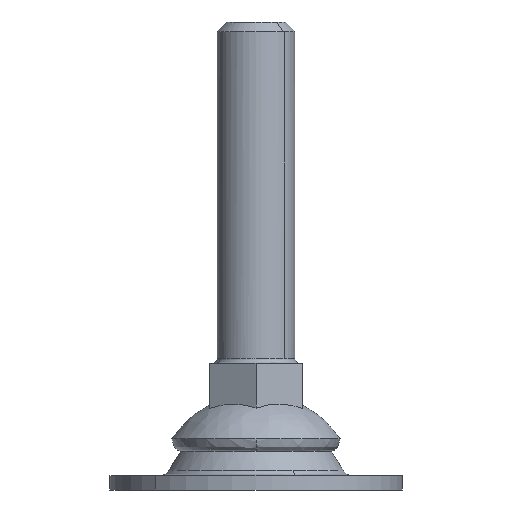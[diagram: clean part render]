
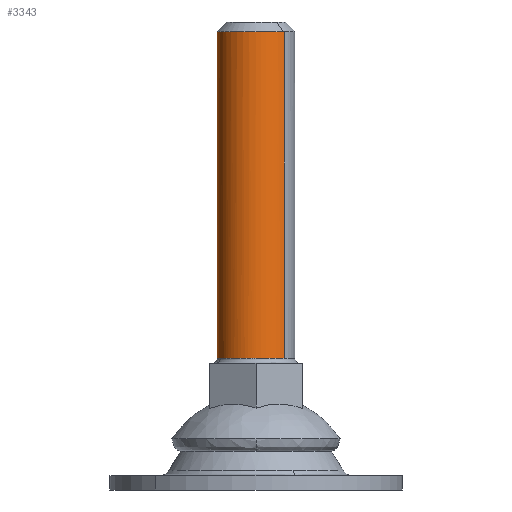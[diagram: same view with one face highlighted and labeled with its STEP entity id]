
A CAD part, left-side view. The second image highlights one B-rep face of the part: STEP entity #3343.
In plain terms, the highlighted free-form (B-spline) face has degree [2, 1] with [5, 2] control points.
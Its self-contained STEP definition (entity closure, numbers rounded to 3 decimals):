
#3060=CARTESIAN_POINT('',(-5.706,-5.607,94.));
#3061=VERTEX_POINT('',#3060);
#3062=CARTESIAN_POINT('',(-8.0,0.0,94.0));
#3063=VERTEX_POINT('',#3062);
#3064=CARTESIAN_POINT('',(-5.706,-5.607,94.));
#3065=CARTESIAN_POINT('',(-6.046,-5.261,94.));
#3066=CARTESIAN_POINT('',(-6.643,-4.532,94.));
#3067=CARTESIAN_POINT('',(-7.324,-3.313,94.));
#3068=CARTESIAN_POINT('',(-7.855,-1.812,94.));
#3069=CARTESIAN_POINT('',(-8.,-0.68,94.));
#3070=CARTESIAN_POINT('',(-8.0,0.0,94.0));
#3071=B_SPLINE_CURVE_WITH_KNOTS('',3,(#3064,#3065,#3066,#3067,#3068,#3069,#3070),.UNSPECIFIED.,.F.,.U.,(4,1,1,1,4),(0.,1.456,2.815,4.175,6.213),.UNSPECIFIED.);
#3072=EDGE_CURVE('',#3061,#3063,#3071,.T.);
#3089=CARTESIAN_POINT('',(5.507,5.803,94.));
#3090=VERTEX_POINT('',#3089);
#3098=CARTESIAN_POINT('',(0.,8.,94.));
#3099=VERTEX_POINT('',#3098);
#3100=CARTESIAN_POINT('',(0.,8.,94.));
#3101=CARTESIAN_POINT('',(0.506,8.,94.));
#3102=CARTESIAN_POINT('',(1.55,7.901,94.));
#3103=CARTESIAN_POINT('',(2.86,7.509,94.));
#3104=CARTESIAN_POINT('',(4.229,6.846,94.));
#3105=CARTESIAN_POINT('',(5.025,6.26,94.));
#3106=CARTESIAN_POINT('',(5.507,5.803,94.));
#3107=B_SPLINE_CURVE_WITH_KNOTS('',3,(#3100,#3101,#3102,#3103,#3104,#3105,#3106),.UNSPECIFIED.,.F.,.U.,(4,1,1,1,4),(0.,1.518,3.132,4.081,6.074),.UNSPECIFIED.);
#3108=EDGE_CURVE('',#3099,#3090,#3107,.T.);
#3110=CARTESIAN_POINT('',(-8.0,0.0,94.0));
#3111=CARTESIAN_POINT('',(-8.,0.458,94.));
#3112=CARTESIAN_POINT('',(-7.913,1.473,94.));
#3113=CARTESIAN_POINT('',(-7.563,2.707,94.));
#3114=CARTESIAN_POINT('',(-7.017,3.899,94.));
#3115=CARTESIAN_POINT('',(-6.378,4.894,94.));
#3116=CARTESIAN_POINT('',(-5.446,5.91,94.));
#3117=CARTESIAN_POINT('',(-4.436,6.698,94.));
#3118=CARTESIAN_POINT('',(-3.171,7.395,94.));
#3119=CARTESIAN_POINT('',(-1.702,7.88,94.));
#3120=CARTESIAN_POINT('',(-0.556,8.,94.));
#3121=CARTESIAN_POINT('',(0.,8.,94.));
#3122=B_SPLINE_CURVE_WITH_KNOTS('',3,(#3110,#3111,#3112,#3113,#3114,#3115,#3116,#3117,#3118,#3119,#3120,#3121),.UNSPECIFIED.,.F.,.U.,(4,1,1,1,1,1,1,1,1,4),(0.,1.374,3.043,3.829,5.301,6.578,7.952,9.13,10.897,12.566),.UNSPECIFIED.);
#3123=EDGE_CURVE('',#3063,#3099,#3122,.T.);
#3146=CARTESIAN_POINT('',(-5.507,-5.803,94.0));
#3147=VERTEX_POINT('',#3146);
#3148=CARTESIAN_POINT('',(-5.507,-5.803,94.0));
#3149=CARTESIAN_POINT('',(-5.574,-5.739,94.));
#3150=CARTESIAN_POINT('',(-5.641,-5.674,94.));
#3151=CARTESIAN_POINT('',(-5.706,-5.607,94.));
#3152=B_SPLINE_CURVE_WITH_KNOTS('',3,(#3148,#3149,#3150,#3151),.UNSPECIFIED.,.F.,.U.,(4,4),(0.,0.279),.UNSPECIFIED.);
#3153=EDGE_CURVE('',#3147,#3061,#3152,.T.);
#3224=CARTESIAN_POINT('',(-5.507,-5.803,27.));
#3225=VERTEX_POINT('',#3224);
#3226=CARTESIAN_POINT('',(-5.507,-5.803,94.0));
#3227=CARTESIAN_POINT('',(-5.507,-5.803,27.));
#3228=QUASI_UNIFORM_CURVE('',1,(#3226,#3227),.UNSPECIFIED.,.F.,.U.);
#3229=EDGE_CURVE('',#3147,#3225,#3228,.T.);
#3258=CARTESIAN_POINT('',(5.507,5.803,27.));
#3259=VERTEX_POINT('',#3258);
#3270=CARTESIAN_POINT('',(5.507,5.803,94.));
#3271=CARTESIAN_POINT('',(5.507,5.803,27.));
#3272=QUASI_UNIFORM_CURVE('',1,(#3270,#3271),.UNSPECIFIED.,.F.,.U.);
#3273=EDGE_CURVE('',#3090,#3259,#3272,.T.);
#3278=CARTESIAN_POINT('',(-5.507,-5.803,95.675));
#3279=CARTESIAN_POINT('',(-11.31,-0.296,95.675));
#3280=CARTESIAN_POINT('',(-5.803,5.507,95.675));
#3281=CARTESIAN_POINT('',(-0.296,11.31,95.675));
#3282=CARTESIAN_POINT('',(5.507,5.803,95.675));
#3283=CARTESIAN_POINT('',(-5.507,-5.803,25.283));
#3284=CARTESIAN_POINT('',(-11.31,-0.296,25.283));
#3285=CARTESIAN_POINT('',(-5.803,5.507,25.283));
#3286=CARTESIAN_POINT('',(-0.296,11.31,25.283));
#3287=CARTESIAN_POINT('',(5.507,5.803,25.283));
#3295=(BOUNDED_SURFACE()B_SPLINE_SURFACE(2,1,((#3278,#3283),(#3279,#3284),(#3280,#3285),(#3281,#3286),(#3282,#3287)),.UNSPECIFIED.,.F.,.F.,.U.)B_SPLINE_SURFACE_WITH_KNOTS((3,2,3),(2,2),(0.0,13.255,26.51),(0.0,70.392),.UNSPECIFIED.)GEOMETRIC_REPRESENTATION_ITEM()RATIONAL_B_SPLINE_SURFACE(((1.0,1.0),(0.707,0.707),(1.0,1.0),(0.707,0.707),(1.0,1.0)))REPRESENTATION_ITEM('')SURFACE());
#3296=ORIENTED_EDGE('',*,*,#3108,.T.);
#3297=ORIENTED_EDGE('',*,*,#3273,.T.);
#3298=CARTESIAN_POINT('',(-3.223,7.322,27.));
#3299=VERTEX_POINT('',#3298);
#3300=CARTESIAN_POINT('',(5.507,5.803,27.));
#3301=CARTESIAN_POINT('',(5.063,6.224,27.));
#3302=CARTESIAN_POINT('',(4.119,6.934,27.));
#3303=CARTESIAN_POINT('',(2.662,7.592,27.));
#3304=CARTESIAN_POINT('',(1.233,7.943,27.));
#3305=CARTESIAN_POINT('',(0.008,8.031,27.));
#3306=CARTESIAN_POINT('',(-1.531,7.908,27.));
#3307=CARTESIAN_POINT('',(-2.552,7.618,27.));
#3308=CARTESIAN_POINT('',(-3.223,7.322,27.));
#3309=B_SPLINE_CURVE_WITH_KNOTS('',3,(#3300,#3301,#3302,#3303,#3304,#3305,#3306,#3307,#3308),.UNSPECIFIED.,.F.,.U.,(4,1,1,1,1,1,4),(0.,1.834,3.522,4.769,6.236,7.19,9.391),.UNSPECIFIED.);
#3310=EDGE_CURVE('',#3259,#3299,#3309,.T.);
#3311=ORIENTED_EDGE('',*,*,#3310,.T.);
#3312=CARTESIAN_POINT('',(-8.0,0.0,27.));
#3313=VERTEX_POINT('',#3312);
#3314=CARTESIAN_POINT('',(-3.223,7.322,27.));
#3315=CARTESIAN_POINT('',(-3.951,7.002,27.));
#3316=CARTESIAN_POINT('',(-5.124,6.26,27.));
#3317=CARTESIAN_POINT('',(-6.312,4.983,27.));
#3318=CARTESIAN_POINT('',(-7.033,3.868,27.));
#3319=CARTESIAN_POINT('',(-7.56,2.728,27.));
#3320=CARTESIAN_POINT('',(-7.917,1.421,27.));
#3321=CARTESIAN_POINT('',(-8.,0.458,27.));
#3322=CARTESIAN_POINT('',(-8.0,0.0,27.));
#3323=B_SPLINE_CURVE_WITH_KNOTS('',3,(#3314,#3315,#3316,#3317,#3318,#3319,#3320,#3321,#3322),.UNSPECIFIED.,.F.,.U.,(4,1,1,1,1,1,4),(0.,2.384,4.119,5.202,6.359,7.876,9.249),.UNSPECIFIED.);
#3324=EDGE_CURVE('',#3299,#3313,#3323,.T.);
#3325=ORIENTED_EDGE('',*,*,#3324,.T.);
#3326=CARTESIAN_POINT('',(-8.0,0.0,27.));
#3327=CARTESIAN_POINT('',(-8.,-0.406,27.));
#3328=CARTESIAN_POINT('',(-7.936,-1.251,27.));
#3329=CARTESIAN_POINT('',(-7.675,-2.34,27.));
#3330=CARTESIAN_POINT('',(-7.274,-3.383,27.));
#3331=CARTESIAN_POINT('',(-6.646,-4.547,27.));
#3332=CARTESIAN_POINT('',(-5.973,-5.361,27.));
#3333=CARTESIAN_POINT('',(-5.507,-5.803,27.));
#3334=B_SPLINE_CURVE_WITH_KNOTS('',3,(#3326,#3327,#3328,#3329,#3330,#3331,#3332,#3333),.UNSPECIFIED.,.F.,.U.,(4,1,1,1,1,4),(0.,1.217,2.536,3.348,4.565,6.493),.UNSPECIFIED.);
#3335=EDGE_CURVE('',#3313,#3225,#3334,.T.);
#3336=ORIENTED_EDGE('',*,*,#3335,.T.);
#3337=ORIENTED_EDGE('',*,*,#3229,.F.);
#3338=ORIENTED_EDGE('',*,*,#3153,.T.);
#3339=ORIENTED_EDGE('',*,*,#3072,.T.);
#3340=ORIENTED_EDGE('',*,*,#3123,.T.);
#3341=EDGE_LOOP('',(#3296,#3297,#3311,#3325,#3336,#3337,#3338,#3339,#3340));
#3342=FACE_OUTER_BOUND('',#3341,.T.);
#3343=ADVANCED_FACE('',(#3342),#3295,.T.);
